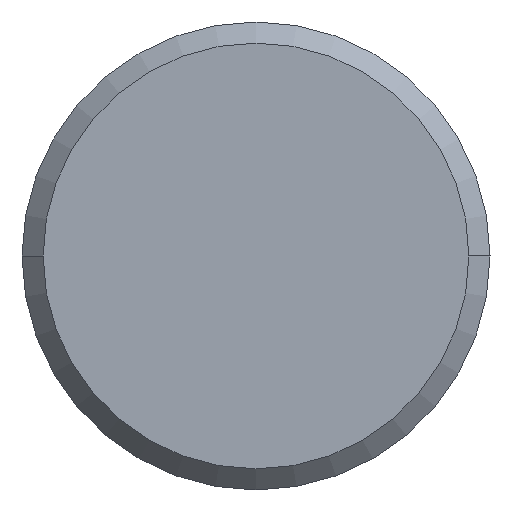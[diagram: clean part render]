
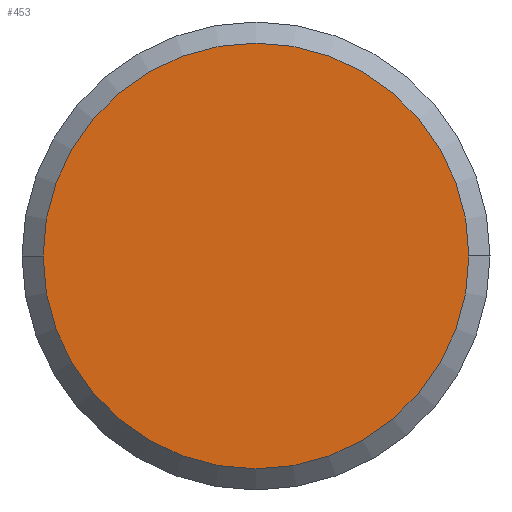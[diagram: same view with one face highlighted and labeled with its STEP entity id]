
A CAD part, front view. The second image highlights one B-rep face of the part: STEP entity #453.
In plain terms, the highlighted planar face has unit normal (0, -1, 0).
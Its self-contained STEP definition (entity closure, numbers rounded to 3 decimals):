
#409=EDGE_CURVE('',#485,#481,#769,.T.);
#431=EDGE_CURVE('',#481,#485,#792,.T.);
#453=ADVANCED_FACE('',(#817),#818,.T.);
#481=VERTEX_POINT('',#848);
#485=VERTEX_POINT('',#852);
#769=CIRCLE('',#1304,5.459);
#792=CIRCLE('',#1357,5.459);
#817=FACE_OUTER_BOUND('',#1387,.T.);
#818=PLANE('',#1388);
#848=CARTESIAN_POINT('',(-5.459,-15.271,0.0));
#852=CARTESIAN_POINT('',(5.459,-15.271,0.));
#1304=AXIS2_PLACEMENT_3D('',#1778,#1779,#1780);
#1357=AXIS2_PLACEMENT_3D('',#1799,#1800,#1801);
#1387=EDGE_LOOP('',(#1836,#1837));
#1388=AXIS2_PLACEMENT_3D('',#1838,#1839,#1840);
#1778=CARTESIAN_POINT('',(0.,-15.271,0.0));
#1779=DIRECTION('',(0.,1.0,0.0));
#1780=DIRECTION('',(-1.0,0.,0.0));
#1799=CARTESIAN_POINT('',(0.,-15.271,0.0));
#1800=DIRECTION('',(0.,1.0,0.0));
#1801=DIRECTION('',(-1.0,0.,0.0));
#1836=ORIENTED_EDGE('',*,*,#431,.F.);
#1837=ORIENTED_EDGE('',*,*,#409,.F.);
#1838=CARTESIAN_POINT('',(-2.729,-15.271,0.0));
#1839=DIRECTION('',(0.,-1.0,0.0));
#1840=DIRECTION('',(1.0,0.,0.0));
